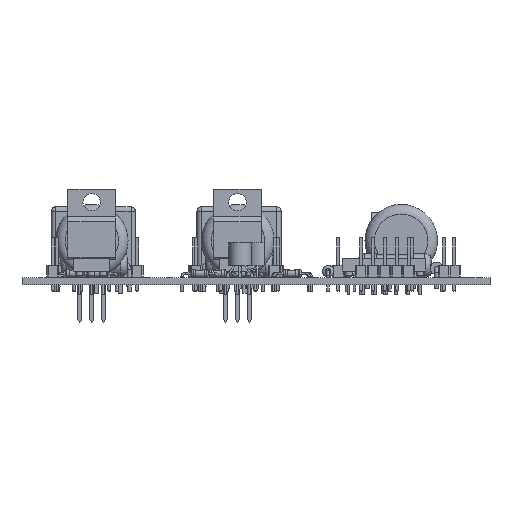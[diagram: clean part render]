
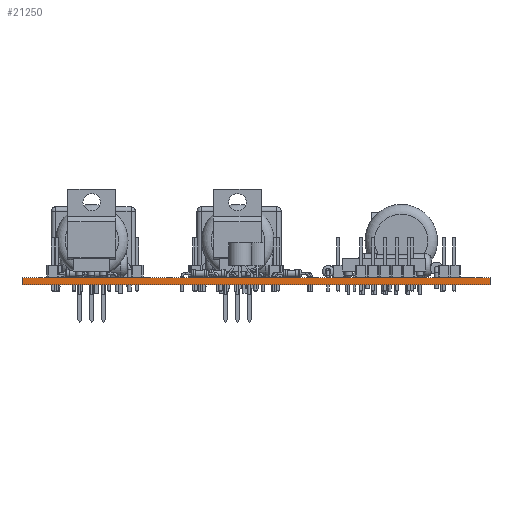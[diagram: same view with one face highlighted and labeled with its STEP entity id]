
A CAD part, front view. The second image highlights one B-rep face of the part: STEP entity #21250.
In plain terms, the highlighted planar face has unit normal (0, -1, 0).
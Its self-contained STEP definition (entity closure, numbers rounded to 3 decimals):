
#21250 = ADVANCED_FACE('',(#21251),#21285,.T.);
#21251 = FACE_BOUND('',#21252,.T.);
#21252 = EDGE_LOOP('',(#21253,#21263,#21271,#21279));
#21253 = ORIENTED_EDGE('',*,*,#21254,.T.);
#21254 = EDGE_CURVE('',#21255,#21257,#21259,.T.);
#21255 = VERTEX_POINT('',#21256);
#21256 = CARTESIAN_POINT('',(108.8,-51.6,0.));
#21257 = VERTEX_POINT('',#21258);
#21258 = CARTESIAN_POINT('',(108.8,-51.6,1.51));
#21259 = LINE('',#21260,#21261);
#21260 = CARTESIAN_POINT('',(108.8,-51.6,0.));
#21261 = VECTOR('',#21262,1.);
#21262 = DIRECTION('',(0.,0.,1.));
#21263 = ORIENTED_EDGE('',*,*,#21264,.T.);
#21264 = EDGE_CURVE('',#21257,#21265,#21267,.T.);
#21265 = VERTEX_POINT('',#21266);
#21266 = CARTESIAN_POINT('',(8.8,-51.6,1.51));
#21267 = LINE('',#21268,#21269);
#21268 = CARTESIAN_POINT('',(108.8,-51.6,1.51));
#21269 = VECTOR('',#21270,1.);
#21270 = DIRECTION('',(-1.,0.,0.));
#21271 = ORIENTED_EDGE('',*,*,#21272,.F.);
#21272 = EDGE_CURVE('',#21273,#21265,#21275,.T.);
#21273 = VERTEX_POINT('',#21274);
#21274 = CARTESIAN_POINT('',(8.8,-51.6,0.));
#21275 = LINE('',#21276,#21277);
#21276 = CARTESIAN_POINT('',(8.8,-51.6,0.));
#21277 = VECTOR('',#21278,1.);
#21278 = DIRECTION('',(0.,0.,1.));
#21279 = ORIENTED_EDGE('',*,*,#21280,.F.);
#21280 = EDGE_CURVE('',#21255,#21273,#21281,.T.);
#21281 = LINE('',#21282,#21283);
#21282 = CARTESIAN_POINT('',(108.8,-51.6,0.));
#21283 = VECTOR('',#21284,1.);
#21284 = DIRECTION('',(-1.,0.,0.));
#21285 = PLANE('',#21286);
#21286 = AXIS2_PLACEMENT_3D('',#21287,#21288,#21289);
#21287 = CARTESIAN_POINT('',(108.8,-51.6,0.));
#21288 = DIRECTION('',(0.,-1.,0.));
#21289 = DIRECTION('',(-1.,0.,0.));
